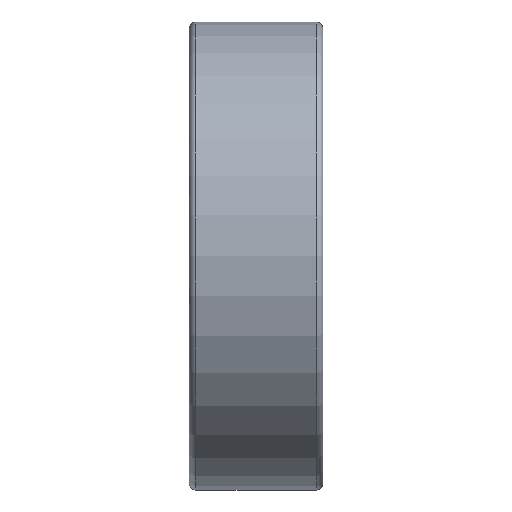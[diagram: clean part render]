
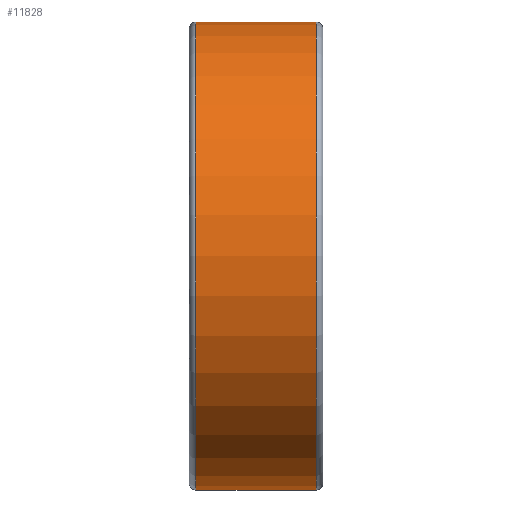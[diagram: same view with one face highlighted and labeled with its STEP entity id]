
A CAD part, top view. The second image highlights one B-rep face of the part: STEP entity #11828.
In plain terms, the highlighted cylindrical face has radius 21 mm (diameter 42 mm), a partial arc.
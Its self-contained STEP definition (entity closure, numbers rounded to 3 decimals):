
#2997=CARTESIAN_POINT('',(-5.4,0.,0.));
#2998=DIRECTION('',(1.,0.,0.));
#2999=DIRECTION('',(0.,1.,0.));
#3000=AXIS2_PLACEMENT_3D('',#2997,#2998,#2999);
#3005=CARTESIAN_POINT('',(5.4,0.,0.));
#3006=DIRECTION('',(1.,0.,0.));
#3007=DIRECTION('',(0.,1.,0.));
#3008=AXIS2_PLACEMENT_3D('',#3005,#3006,#3007);
#3021=DIRECTION('',(-1.,0.,0.));
#3022=VECTOR('',#3021,10.8);
#3023=CARTESIAN_POINT('',(5.4,-21.,0.));
#3024=LINE('',#3023,#3022);
#3036=DIRECTION('',(-1.,0.,0.));
#3037=VECTOR('',#3036,10.8);
#3038=CARTESIAN_POINT('',(5.4,21.,0.));
#3039=LINE('',#3038,#3037);
#9128=CARTESIAN_POINT('',(-5.4,21.,0.));
#9129=CARTESIAN_POINT('',(-5.4,-21.,0.));
#9130=VERTEX_POINT('',#9128);
#9131=VERTEX_POINT('',#9129);
#9132=CARTESIAN_POINT('',(5.4,21.,0.));
#9133=CARTESIAN_POINT('',(5.4,-21.,0.));
#9134=VERTEX_POINT('',#9132);
#9135=VERTEX_POINT('',#9133);
#11814=CARTESIAN_POINT('',(-6.6,0.,0.));
#11815=DIRECTION('',(1.,0.,0.));
#11816=DIRECTION('',(0.,-1.,0.));
#11817=AXIS2_PLACEMENT_3D('',#11814,#11815,#11816);
#11818=CYLINDRICAL_SURFACE('',#11817,21.);
#11819=ORIENTED_EDGE('',*,*,#11804,.F.);
#11821=ORIENTED_EDGE('',*,*,#11820,.F.);
#11823=ORIENTED_EDGE('',*,*,#11822,.T.);
#11825=ORIENTED_EDGE('',*,*,#11824,.T.);
#11826=EDGE_LOOP('',(#11819,#11821,#11823,#11825));
#11827=FACE_OUTER_BOUND('',#11826,.F.);
#3001=CIRCLE('',#3000,21.);
#3009=CIRCLE('',#3008,21.);
#11804=EDGE_CURVE('',#9130,#9131,#3001,.T.);
#11820=EDGE_CURVE('',#9134,#9130,#3039,.T.);
#11822=EDGE_CURVE('',#9134,#9135,#3009,.T.);
#11824=EDGE_CURVE('',#9135,#9131,#3024,.T.);
#11828=ADVANCED_FACE('',(#11827),#11818,.T.);
